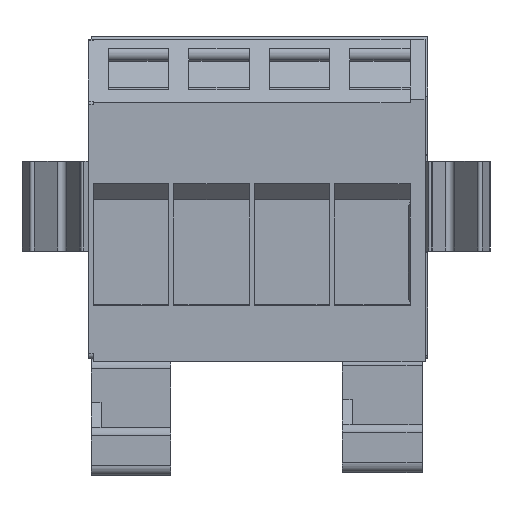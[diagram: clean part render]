
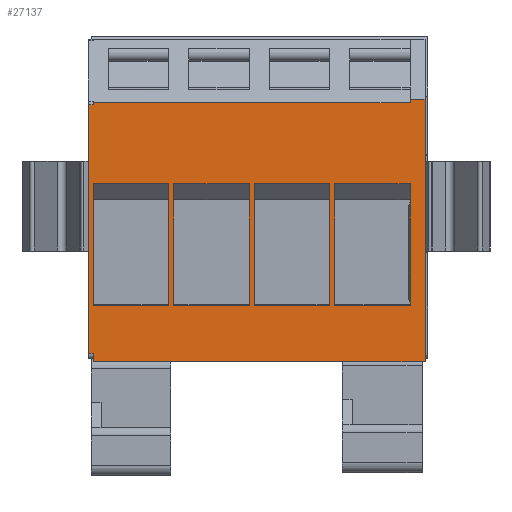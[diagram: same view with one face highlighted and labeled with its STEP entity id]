
A CAD part, left-side view. The second image highlights one B-rep face of the part: STEP entity #27137.
In plain terms, the highlighted planar face has unit normal (-1, 0, 0).
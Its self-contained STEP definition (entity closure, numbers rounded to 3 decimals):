
#4293=ORIENTED_EDGE('',*,*,#7387,.F.);
#4294=ORIENTED_EDGE('',*,*,#8980,.F.);
#4295=ORIENTED_EDGE('',*,*,#8981,.T.);
#4296=ORIENTED_EDGE('',*,*,#7253,.T.);
#4297=ORIENTED_EDGE('',*,*,#8982,.T.);
#4298=ORIENTED_EDGE('',*,*,#7313,.F.);
#4299=ORIENTED_EDGE('',*,*,#8983,.T.);
#4300=ORIENTED_EDGE('',*,*,#8984,.F.);
#4301=ORIENTED_EDGE('',*,*,#8985,.T.);
#4302=ORIENTED_EDGE('',*,*,#8978,.T.);
#4303=ORIENTED_EDGE('',*,*,#8986,.T.);
#4304=ORIENTED_EDGE('',*,*,#7398,.F.);
#4305=ORIENTED_EDGE('',*,*,#8987,.F.);
#4306=ORIENTED_EDGE('',*,*,#8988,.T.);
#4307=ORIENTED_EDGE('',*,*,#8989,.T.);
#4308=ORIENTED_EDGE('',*,*,#8990,.T.);
#4309=ORIENTED_EDGE('',*,*,#8991,.F.);
#4310=ORIENTED_EDGE('',*,*,#8992,.T.);
#4311=ORIENTED_EDGE('',*,*,#8354,.T.);
#4312=ORIENTED_EDGE('',*,*,#8993,.T.);
#4313=ORIENTED_EDGE('',*,*,#8994,.F.);
#4314=ORIENTED_EDGE('',*,*,#8356,.T.);
#4315=ORIENTED_EDGE('',*,*,#8995,.T.);
#4316=ORIENTED_EDGE('',*,*,#8996,.T.);
#4317=ORIENTED_EDGE('',*,*,#8997,.F.);
#4318=ORIENTED_EDGE('',*,*,#8998,.T.);
#7253=EDGE_CURVE('',#10236,#10238,#12177,.T.);
#7313=EDGE_CURVE('',#10291,#10292,#12225,.T.);
#7387=EDGE_CURVE('',#10357,#10358,#12283,.T.);
#7398=EDGE_CURVE('',#10368,#10361,#12294,.T.);
#8354=EDGE_CURVE('',#11009,#11008,#12926,.T.);
#8356=EDGE_CURVE('',#11010,#11009,#12928,.T.);
#8978=EDGE_CURVE('',#11431,#10358,#13407,.T.);
#8980=EDGE_CURVE('',#11432,#10357,#13409,.T.);
#8981=EDGE_CURVE('',#11432,#10236,#13410,.T.);
#8982=EDGE_CURVE('',#10238,#10292,#13411,.T.);
#8983=EDGE_CURVE('',#10291,#11433,#13412,.T.);
#8984=EDGE_CURVE('',#11434,#11433,#13413,.T.);
#8985=EDGE_CURVE('',#11434,#11431,#13414,.T.);
#8986=EDGE_CURVE('',#11435,#10361,#13415,.T.);
#8987=EDGE_CURVE('',#11436,#10368,#13416,.T.);
#8988=EDGE_CURVE('',#11436,#11435,#13417,.T.);
#8989=EDGE_CURVE('',#11437,#11438,#13418,.T.);
#8990=EDGE_CURVE('',#11438,#11439,#13419,.T.);
#8991=EDGE_CURVE('',#11440,#11439,#13420,.T.);
#8992=EDGE_CURVE('',#11440,#11437,#13421,.T.);
#8993=EDGE_CURVE('',#11008,#11441,#13422,.T.);
#8994=EDGE_CURVE('',#11010,#11441,#13423,.T.);
#8995=EDGE_CURVE('',#11442,#11443,#13424,.T.);
#8996=EDGE_CURVE('',#11443,#11444,#13425,.T.);
#8997=EDGE_CURVE('',#11445,#11444,#13426,.T.);
#8998=EDGE_CURVE('',#11445,#11442,#13427,.T.);
#10236=VERTEX_POINT('',#35398);
#10238=VERTEX_POINT('',#35402);
#10291=VERTEX_POINT('',#35531);
#10292=VERTEX_POINT('',#35533);
#10357=VERTEX_POINT('',#35689);
#10358=VERTEX_POINT('',#35691);
#10361=VERTEX_POINT('',#35698);
#10368=VERTEX_POINT('',#35712);
#11008=VERTEX_POINT('',#37741);
#11009=VERTEX_POINT('',#37743);
#11010=VERTEX_POINT('',#37747);
#11431=VERTEX_POINT('',#38983);
#11432=VERTEX_POINT('',#38987);
#11433=VERTEX_POINT('',#38991);
#11434=VERTEX_POINT('',#38993);
#11435=VERTEX_POINT('',#38996);
#11436=VERTEX_POINT('',#38998);
#11437=VERTEX_POINT('',#39001);
#11438=VERTEX_POINT('',#39002);
#11439=VERTEX_POINT('',#39004);
#11440=VERTEX_POINT('',#39006);
#11441=VERTEX_POINT('',#39009);
#11442=VERTEX_POINT('',#39012);
#11443=VERTEX_POINT('',#39013);
#11444=VERTEX_POINT('',#39015);
#11445=VERTEX_POINT('',#39017);
#12177=LINE('',#35403,#14424);
#12225=LINE('',#35532,#14472);
#12283=LINE('',#35690,#14530);
#12294=LINE('',#35713,#14541);
#12926=LINE('',#37742,#15173);
#12928=LINE('',#37746,#15175);
#13407=LINE('',#38982,#15654);
#13409=LINE('',#38986,#15656);
#13410=LINE('',#38988,#15657);
#13411=LINE('',#38989,#15658);
#13412=LINE('',#38990,#15659);
#13413=LINE('',#38992,#15660);
#13414=LINE('',#38994,#15661);
#13415=LINE('',#38995,#15662);
#13416=LINE('',#38997,#15663);
#13417=LINE('',#38999,#15664);
#13418=LINE('',#39000,#15665);
#13419=LINE('',#39003,#15666);
#13420=LINE('',#39005,#15667);
#13421=LINE('',#39007,#15668);
#13422=LINE('',#39008,#15669);
#13423=LINE('',#39010,#15670);
#13424=LINE('',#39011,#15671);
#13425=LINE('',#39014,#15672);
#13426=LINE('',#39016,#15673);
#13427=LINE('',#39018,#15674);
#14424=VECTOR('',#29619,1000.);
#14472=VECTOR('',#29723,1000.);
#14530=VECTOR('',#29849,1000.);
#14541=VECTOR('',#29862,1000.);
#15173=VECTOR('',#31736,1000.);
#15175=VECTOR('',#31740,1000.);
#15654=VECTOR('',#32811,1000.);
#15656=VECTOR('',#32815,1000.);
#15657=VECTOR('',#32816,1000.);
#15658=VECTOR('',#32817,1000.);
#15659=VECTOR('',#32818,1000.);
#15660=VECTOR('',#32819,1000.);
#15661=VECTOR('',#32820,1000.);
#15662=VECTOR('',#32821,1000.);
#15663=VECTOR('',#32822,1000.);
#15664=VECTOR('',#32823,1000.);
#15665=VECTOR('',#32824,1000.);
#15666=VECTOR('',#32825,1000.);
#15667=VECTOR('',#32826,1000.);
#15668=VECTOR('',#32827,1000.);
#15669=VECTOR('',#32828,1000.);
#15670=VECTOR('',#32829,1000.);
#15671=VECTOR('',#32830,1000.);
#15672=VECTOR('',#32831,1000.);
#15673=VECTOR('',#32832,1000.);
#15674=VECTOR('',#32833,1000.);
#17112=EDGE_LOOP('',(#4293,#4294,#4295,#4296,#4297,#4298,#4299,#4300,#4301,
#4302));
#17113=EDGE_LOOP('',(#4303,#4304,#4305,#4306));
#17114=EDGE_LOOP('',(#4307,#4308,#4309,#4310));
#17115=EDGE_LOOP('',(#4311,#4312,#4313,#4314));
#17116=EDGE_LOOP('',(#4315,#4316,#4317,#4318));
#18185=FACE_BOUND('',#17112,.T.);
#18186=FACE_BOUND('',#17113,.T.);
#18187=FACE_BOUND('',#17114,.T.);
#18188=FACE_BOUND('',#17115,.T.);
#18189=FACE_BOUND('',#17116,.T.);
#19015=PLANE('',#28672);
#27137=ADVANCED_FACE('',(#18185,#18186,#18187,#18188,#18189),#19015,.T.);
#28672=AXIS2_PLACEMENT_3D('',#38985,#32813,#32814);
#29619=DIRECTION('',(0.,1.,0.));
#29723=DIRECTION('',(0.,1.,0.));
#29849=DIRECTION('',(0.,0.,1.));
#29862=DIRECTION('',(0.,0.,1.));
#31736=DIRECTION('',(0.,-1.,0.));
#31740=DIRECTION('',(0.,0.,1.));
#32811=DIRECTION('',(0.,1.,0.));
#32813=DIRECTION('',(-1.,0.,0.));
#32814=DIRECTION('',(0.,-1.,0.));
#32815=DIRECTION('',(0.,-1.,0.));
#32816=DIRECTION('',(0.,0.,-1.));
#32817=DIRECTION('',(0.,0.,-1.));
#32818=DIRECTION('',(0.,0.,-1.));
#32819=DIRECTION('',(0.,1.,0.));
#32820=DIRECTION('',(0.,0.,1.));
#32821=DIRECTION('',(0.,-1.,0.));
#32822=DIRECTION('',(0.,-1.,0.));
#32823=DIRECTION('',(0.,0.,1.));
#32824=DIRECTION('',(0.,-1.,0.));
#32825=DIRECTION('',(0.,0.,-1.));
#32826=DIRECTION('',(0.,-1.,0.));
#32827=DIRECTION('',(0.,0.,1.));
#32828=DIRECTION('',(0.,0.,-1.));
#32829=DIRECTION('',(0.,-1.,0.));
#32830=DIRECTION('',(0.,-1.,0.));
#32831=DIRECTION('',(0.,0.,-1.));
#32832=DIRECTION('',(0.,-1.,0.));
#32833=DIRECTION('',(0.,0.,1.));
#35398=CARTESIAN_POINT('',(-41.5,-0.4,8.466));
#35402=CARTESIAN_POINT('',(-41.5,0.1,8.466));
#35403=CARTESIAN_POINT('',(-41.5,-7.9,8.466));
#35531=CARTESIAN_POINT('',(-41.5,-0.4,-16.485));
#35532=CARTESIAN_POINT('',(-41.5,-7.9,-16.485));
#35533=CARTESIAN_POINT('',(-41.5,0.1,-16.485));
#35689=CARTESIAN_POINT('',(-41.5,-32.1,8.673));
#35690=CARTESIAN_POINT('',(-41.5,-32.1,-17.245));
#35691=CARTESIAN_POINT('',(-41.5,-32.1,9.015));
#35698=CARTESIAN_POINT('',(-41.5,-32.1,0.552));
#35712=CARTESIAN_POINT('',(-41.5,-32.1,-11.655));
#35713=CARTESIAN_POINT('',(-41.5,-32.1,-17.245));
#37741=CARTESIAN_POINT('',(-41.5,-7.95,0.552));
#37742=CARTESIAN_POINT('',(-41.5,-0.4,0.552));
#37743=CARTESIAN_POINT('',(-41.5,-0.4,0.552));
#37746=CARTESIAN_POINT('',(-41.5,-0.4,0.552));
#37747=CARTESIAN_POINT('',(-41.5,-0.4,-11.655));
#38982=CARTESIAN_POINT('',(-41.5,-33.6,9.015));
#38983=CARTESIAN_POINT('',(-41.5,-33.6,9.015));
#38985=CARTESIAN_POINT('',(-41.5,-33.6,-17.245));
#38986=CARTESIAN_POINT('',(-41.5,-0.4,8.673));
#38987=CARTESIAN_POINT('',(-41.5,-0.4,8.673));
#38988=CARTESIAN_POINT('',(-41.5,-0.4,8.673));
#38989=CARTESIAN_POINT('',(-41.5,0.1,-16.485));
#38990=CARTESIAN_POINT('',(-41.5,-0.4,-11.655));
#38991=CARTESIAN_POINT('',(-41.5,-0.4,-17.245));
#38992=CARTESIAN_POINT('',(-41.5,-33.6,-17.245));
#38993=CARTESIAN_POINT('',(-41.5,-33.6,-17.245));
#38994=CARTESIAN_POINT('',(-41.5,-33.6,-17.245));
#38995=CARTESIAN_POINT('',(-41.5,-24.55,0.552));
#38996=CARTESIAN_POINT('',(-41.5,-24.55,0.552));
#38997=CARTESIAN_POINT('',(-41.5,-24.55,-11.655));
#38998=CARTESIAN_POINT('',(-41.5,-24.55,-11.655));
#38999=CARTESIAN_POINT('',(-41.5,-24.55,0.552));
#39000=CARTESIAN_POINT('',(-41.5,-16.5,0.552));
#39001=CARTESIAN_POINT('',(-41.5,-16.5,0.552));
#39002=CARTESIAN_POINT('',(-41.5,-24.05,0.552));
#39003=CARTESIAN_POINT('',(-41.5,-24.05,-16.485));
#39004=CARTESIAN_POINT('',(-41.5,-24.05,-11.655));
#39005=CARTESIAN_POINT('',(-41.5,-16.5,-11.655));
#39006=CARTESIAN_POINT('',(-41.5,-16.5,-11.655));
#39007=CARTESIAN_POINT('',(-41.5,-16.5,0.552));
#39008=CARTESIAN_POINT('',(-41.5,-7.95,-16.485));
#39009=CARTESIAN_POINT('',(-41.5,-7.95,-11.655));
#39010=CARTESIAN_POINT('',(-41.5,-0.4,-11.655));
#39011=CARTESIAN_POINT('',(-41.5,-8.45,0.552));
#39012=CARTESIAN_POINT('',(-41.5,-8.45,0.552));
#39013=CARTESIAN_POINT('',(-41.5,-16.,0.552));
#39014=CARTESIAN_POINT('',(-41.5,-16.,-16.485));
#39015=CARTESIAN_POINT('',(-41.5,-16.,-11.655));
#39016=CARTESIAN_POINT('',(-41.5,-8.45,-11.655));
#39017=CARTESIAN_POINT('',(-41.5,-8.45,-11.655));
#39018=CARTESIAN_POINT('',(-41.5,-8.45,0.552));
